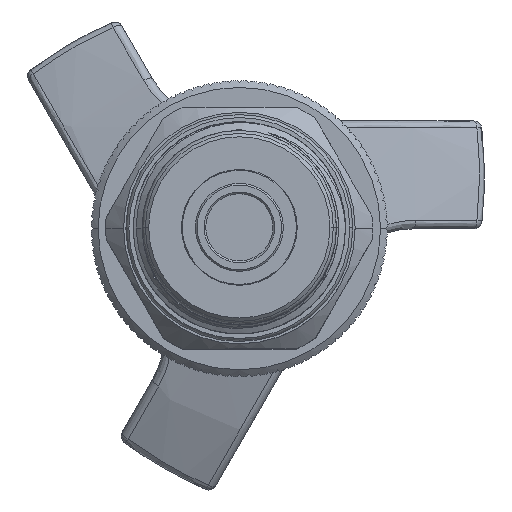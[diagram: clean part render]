
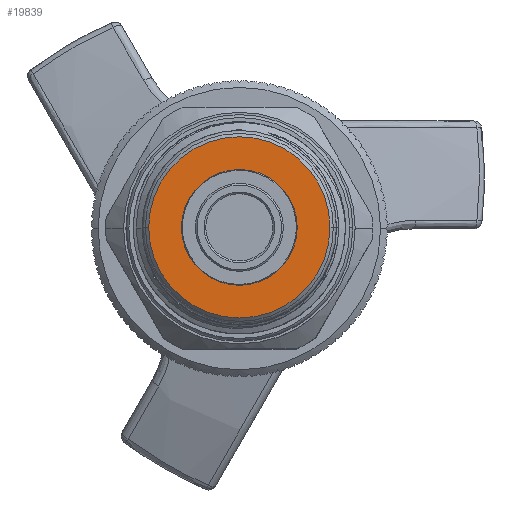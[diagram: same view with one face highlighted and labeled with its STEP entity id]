
A CAD part, top view. The second image highlights one B-rep face of the part: STEP entity #19839.
In plain terms, the highlighted planar face has unit normal (0, 0, 1).
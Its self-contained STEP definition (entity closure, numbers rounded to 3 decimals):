
#722 = AXIS2_PLACEMENT_3D ( 'NONE', #13390, #3955, #13590 ) ;
#1545 = VERTEX_POINT ( 'NONE', #25893 ) ;
#1577 = EDGE_LOOP ( 'NONE', ( #8541, #6326 ) ) ;
#1682 = EDGE_CURVE ( 'NONE', #1545, #11314, #29521, .T. ) ;
#1871 = AXIS2_PLACEMENT_3D ( 'NONE', #24924, #27472, #29623 ) ;
#3955 = DIRECTION ( 'NONE',  ( 0., 0., 1. ) ) ;
#6326 = ORIENTED_EDGE ( 'NONE', *, *, #17250, .F. ) ;
#6577 = VERTEX_POINT ( 'NONE', #18079 ) ;
#7337 = DIRECTION ( 'NONE',  ( -1., 0., 0. ) ) ;
#7436 = CARTESIAN_POINT ( 'NONE',  ( 0., 0., 25.41 ) ) ;
#7907 = CIRCLE ( 'NONE', #10114, 6.847 ) ;
#8541 = ORIENTED_EDGE ( 'NONE', *, *, #1682, .F. ) ;
#8550 = EDGE_LOOP ( 'NONE', ( #26901, #11262 ) ) ;
#10114 = AXIS2_PLACEMENT_3D ( 'NONE', #7436, #28613, #7337 ) ;
#10387 = VERTEX_POINT ( 'NONE', #27120 ) ;
#11262 = ORIENTED_EDGE ( 'NONE', *, *, #12676, .T. ) ;
#11314 = VERTEX_POINT ( 'NONE', #15143 ) ;
#12505 = CIRCLE ( 'NONE', #722, 10.715 ) ;
#12676 = EDGE_CURVE ( 'NONE', #6577, #10387, #12505, .T. ) ;
#13390 = CARTESIAN_POINT ( 'NONE',  ( 0., 0., 25.41 ) ) ;
#13590 = DIRECTION ( 'NONE',  ( -1., 0., 0. ) ) ;
#15143 = CARTESIAN_POINT ( 'NONE',  ( 6.847, 0., 25.41 ) ) ;
#15741 = AXIS2_PLACEMENT_3D ( 'NONE', #19679, #24002, #22045 ) ;
#16253 = FACE_BOUND ( 'NONE', #1577, .T. ) ;
#17250 = EDGE_CURVE ( 'NONE', #11314, #1545, #7907, .T. ) ;
#17455 = DIRECTION ( 'NONE',  ( -1., 0., 0. ) ) ;
#18079 = CARTESIAN_POINT ( 'NONE',  ( 10.715, 0., 25.41 ) ) ;
#19531 = DIRECTION ( 'NONE',  ( 0., 0., 1. ) ) ;
#19679 = CARTESIAN_POINT ( 'NONE',  ( 0., 0., 25.41 ) ) ;
#19839 = ADVANCED_FACE ( 'NONE', ( #16253, #23657 ), #27281, .F. ) ;
#22045 = DIRECTION ( 'NONE',  ( -1., 0., 0. ) ) ;
#23441 = CIRCLE ( 'NONE', #27466, 10.715 ) ;
#23657 = FACE_OUTER_BOUND ( 'NONE', #8550, .T. ) ;
#24002 = DIRECTION ( 'NONE',  ( 0., 0., 1. ) ) ;
#24924 = CARTESIAN_POINT ( 'NONE',  ( 0., 0., 25.41 ) ) ;
#25893 = CARTESIAN_POINT ( 'NONE',  ( -6.847, 0., 25.41 ) ) ;
#26873 = CARTESIAN_POINT ( 'NONE',  ( 0., 0., 25.41 ) ) ;
#26901 = ORIENTED_EDGE ( 'NONE', *, *, #30058, .T. ) ;
#27120 = CARTESIAN_POINT ( 'NONE',  ( -10.715, 0., 25.41 ) ) ;
#27281 = PLANE ( 'NONE',  #1871 ) ;
#27466 = AXIS2_PLACEMENT_3D ( 'NONE', #26873, #19531, #17455 ) ;
#27472 = DIRECTION ( 'NONE',  ( 0., 0., -1. ) ) ;
#28613 = DIRECTION ( 'NONE',  ( 0., 0., 1. ) ) ;
#29521 = CIRCLE ( 'NONE', #15741, 6.847 ) ;
#29623 = DIRECTION ( 'NONE',  ( -1., 0., 0. ) ) ;
#30058 = EDGE_CURVE ( 'NONE', #10387, #6577, #23441, .T. ) ;
